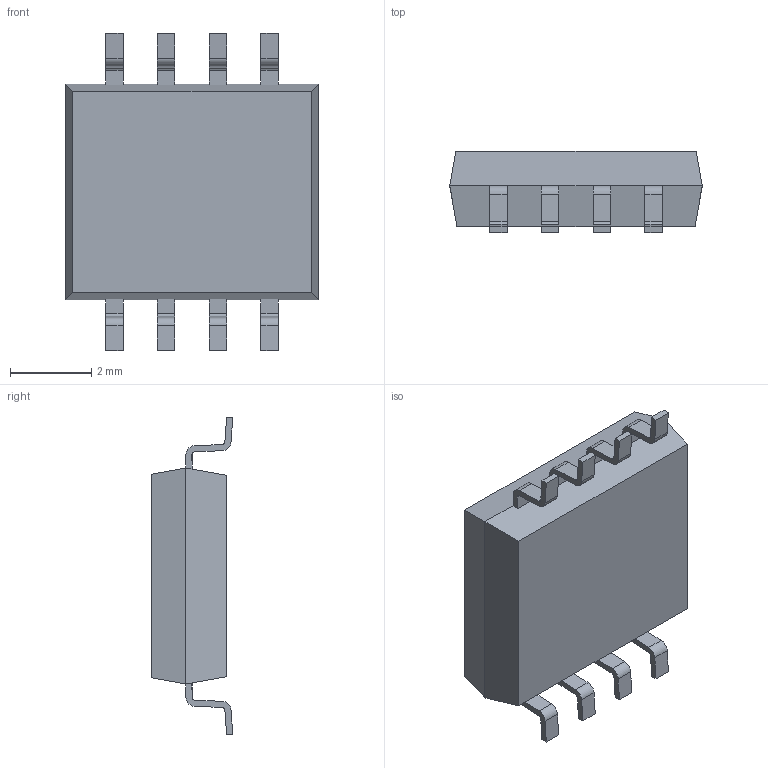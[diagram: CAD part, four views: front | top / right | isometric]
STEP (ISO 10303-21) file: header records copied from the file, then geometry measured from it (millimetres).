
FILE_DESCRIPTION (( 'STEP AP214' ), '1' );
FILE_NAME ('PS8.STEP', '2020-08-11T05:27:04', ( '' ), ( '' ), 'SwSTEP 2.0', 'SolidWorks 2017', '' );
FILE_SCHEMA (( 'AUTOMOTIVE_DESIGN' ));
Length unit declared in the file: millimetre
Products named in the file (1): PS8
Bounding box: 6.2 x 2 x 7.8 mm (x, y, z)
Volume: 58.4 mm3; surface area: 121.9 mm2
Topology: 10 solids, 10 shells, 129 faces, 320 edges, 212 vertices
Faces by surface type: plane 93, cylinder 36
Entity records: 4116 total; most frequent: CARTESIAN_POINT 662, DIRECTION 652, ORIENTED_EDGE 640, EDGE_CURVE 320, VECTOR 248, LINE 248, VERTEX_POINT 212, AXIS2_PLACEMENT_3D 202
